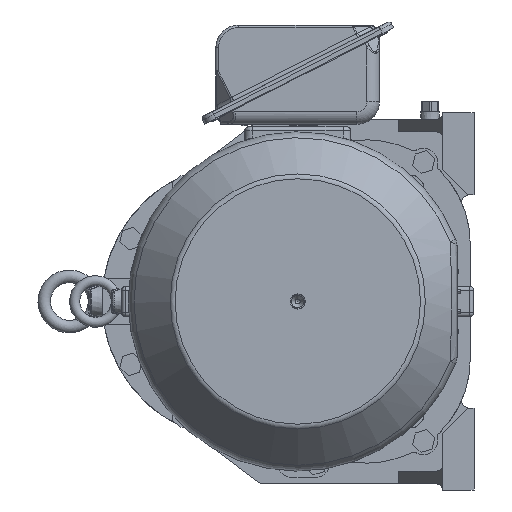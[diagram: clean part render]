
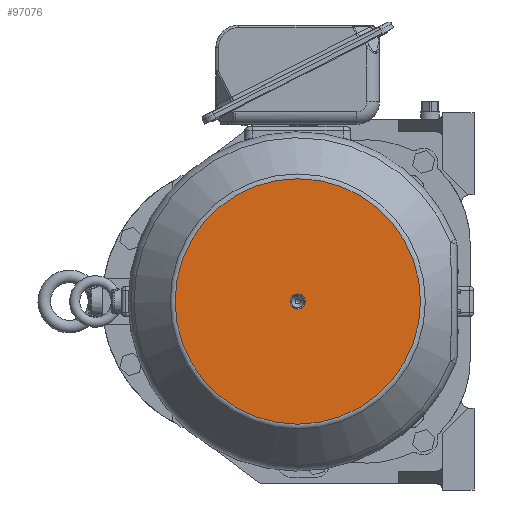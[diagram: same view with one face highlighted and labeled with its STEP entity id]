
A CAD part, left-side view. The second image highlights one B-rep face of the part: STEP entity #97076.
In plain terms, the highlighted planar face has unit normal (-1, 0, 0).
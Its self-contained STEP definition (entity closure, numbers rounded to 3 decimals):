
#19007 = DIRECTION ( 'NONE',  ( 0., 0., -1. ) ) ;
#29006 = ORIENTED_EDGE ( 'NONE', *, *, #41948, .T. ) ;
#32216 = PLANE ( 'NONE',  #44547 ) ;
#35132 = ORIENTED_EDGE ( 'NONE', *, *, #112215, .T. ) ;
#41948 = EDGE_CURVE ( 'NONE', #74450, #74450, #76583, .T. ) ;
#43155 = DIRECTION ( 'NONE',  ( -1., 0., 0. ) ) ;
#44547 = AXIS2_PLACEMENT_3D ( 'NONE', #59404, #66520, #93691 ) ;
#45545 = AXIS2_PLACEMENT_3D ( 'NONE', #92214, #73341, #19007 ) ;
#47424 = CIRCLE ( 'NONE', #45545, 6. ) ;
#59404 = CARTESIAN_POINT ( 'NONE',  ( -425.6, 59.25, 0. ) ) ;
#65406 = EDGE_LOOP ( 'NONE', ( #29006 ) ) ;
#66520 = DIRECTION ( 'NONE',  ( 1., 0., 0. ) ) ;
#70840 = CARTESIAN_POINT ( 'NONE',  ( -425.6, -40.75, -6. ) ) ;
#70932 = CARTESIAN_POINT ( 'NONE',  ( -425.6, -40.75, 0. ) ) ;
#73341 = DIRECTION ( 'NONE',  ( 1., 0., 0. ) ) ;
#74450 = VERTEX_POINT ( 'NONE', #110420 ) ;
#76583 = CIRCLE ( 'NONE', #116158, 97.668 ) ;
#79200 = DIRECTION ( 'NONE',  ( 0., 0., -1. ) ) ;
#84252 = EDGE_LOOP ( 'NONE', ( #35132 ) ) ;
#92214 = CARTESIAN_POINT ( 'NONE',  ( -425.6, -40.75, 0. ) ) ;
#93691 = DIRECTION ( 'NONE',  ( 0., 0., -1. ) ) ;
#97076 = ADVANCED_FACE ( 'NONE', ( #113091, #111348 ), #32216, .F. ) ;
#110420 = CARTESIAN_POINT ( 'NONE',  ( -425.6, -40.75, -97.668 ) ) ;
#111348 = FACE_OUTER_BOUND ( 'NONE', #65406, .T. ) ;
#112215 = EDGE_CURVE ( 'NONE', #115663, #115663, #47424, .T. ) ;
#113091 = FACE_BOUND ( 'NONE', #84252, .T. ) ;
#115663 = VERTEX_POINT ( 'NONE', #70840 ) ;
#116158 = AXIS2_PLACEMENT_3D ( 'NONE', #70932, #43155, #79200 ) ;
